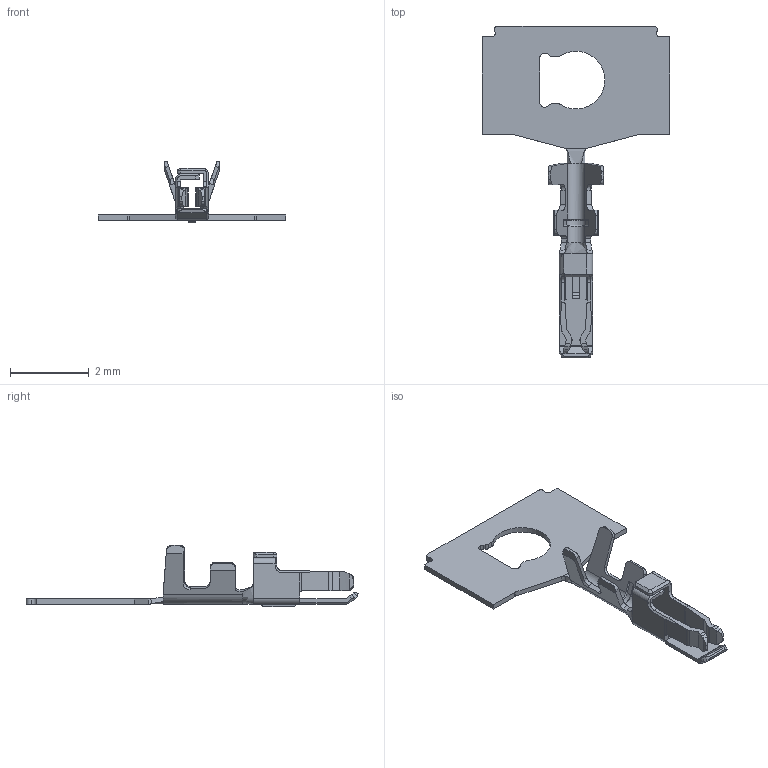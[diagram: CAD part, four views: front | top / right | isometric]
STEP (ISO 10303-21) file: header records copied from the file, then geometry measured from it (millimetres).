
FILE_DESCRIPTION( ('This file contains a STEP AP42 implementation' ,'as created by ZW3D STEP Interface translator.') ,'2;1' );
FILE_NAME( 'WF1258-TPXX01.stp' ,'231228.162633', (''), ('ZWCAD Software Co.'), 'Version 1.0', 'ZW3D to STEP translator', '' );
FILE_SCHEMA(('AUTOMOTIVE_DESIGN { 1 0 10303 214 1 1 1 1 }'));
Length unit declared in the file: millimetre
Products named in the file (2): 0; WF1258-TPXX01
Bounding box: 4.76 x 8.42 x 1.57 mm (x, y, z)
Volume: 3 mm3; surface area: 51.4 mm2
Topology: 1 solids, 1 shells, 245 faces, 676 edges, 435 vertices
Faces by surface type: plane 140, cylinder 81, bspline 15, cone 9
Entity records: 9149 total; most frequent: CARTESIAN_POINT 2640, ORIENTED_EDGE 1352, DIRECTION 1234, EDGE_CURVE 676, VECTOR 464, LINE 464, VERTEX_POINT 435, AXIS2_PLACEMENT_3D 385
